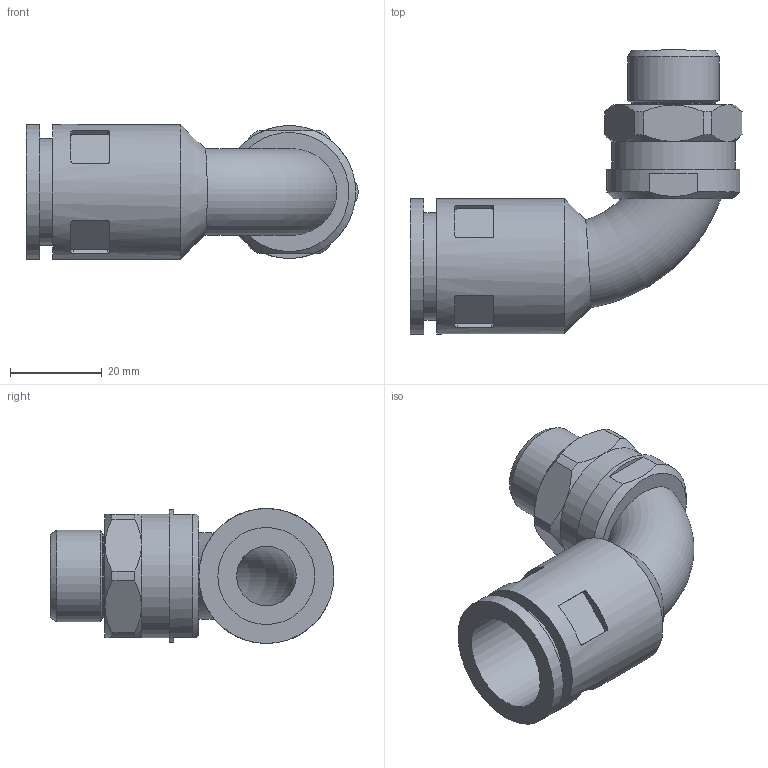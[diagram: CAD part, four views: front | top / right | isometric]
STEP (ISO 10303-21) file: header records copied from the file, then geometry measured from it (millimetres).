
FILE_DESCRIPTION( ( 'STEP AP203' ), '1' );
FILE_NAME( 'FLEXA RQBK90DR-M 5121.021.220.stp', '2020-03-24T13:06:10', ( 'License CC BY-ND 4.0' ), ( 'CADENAS' ), ' ', 'PARTsolutions', ' ' );
FILE_SCHEMA( ( 'CONFIG_CONTROL_DESIGN' ) );
Length unit declared in the file: millimetre
Products named in the file (1): _FLEXA RQBK90DR-M 5121.021.220
Bounding box: 72.5 x 62 x 29.5 mm (x, y, z)
Volume: 26222.6 mm3; surface area: 14752.5 mm2
Topology: 1 solids, 1 shells, 105 faces, 255 edges, 164 vertices
Faces by surface type: plane 44, cylinder 36, cone 17, torus 8
Full cylindrical faces by diameter (mm): 13 x2, 16.5 x1, 18.2 x1, 20 x1, 21.2 x1, 23.4 x1, 27 x1, 29 x1, 29.5 x2
Entity records: 3447 total; most frequent: CARTESIAN_POINT 1135, ORIENTED_EDGE 454, DIRECTION 450, EDGE_CURVE 227, AXIS2_PLACEMENT_3D 188, VERTEX_POINT 158, EDGE_LOOP 139, FACE_OUTER_BOUND 120
